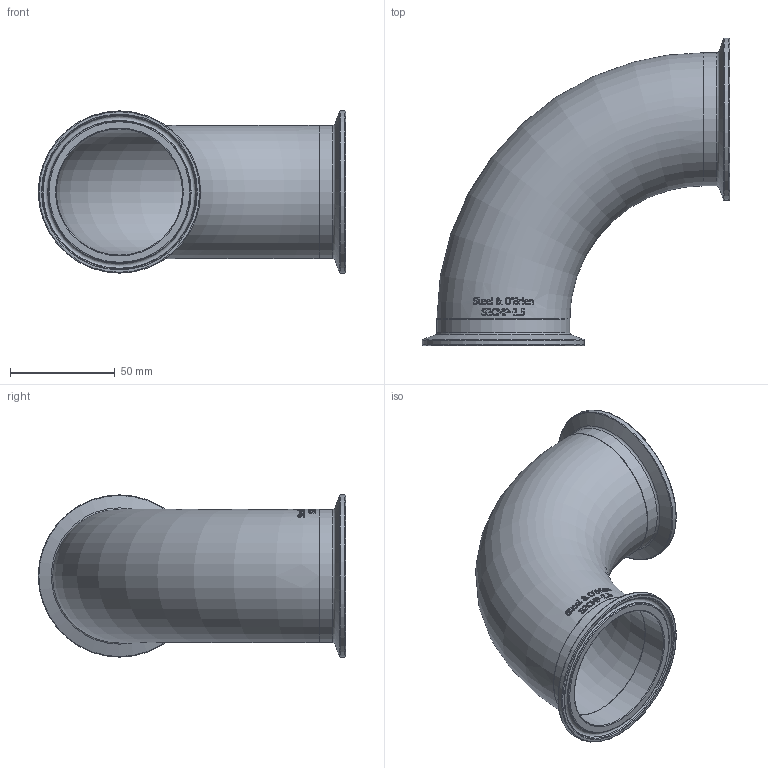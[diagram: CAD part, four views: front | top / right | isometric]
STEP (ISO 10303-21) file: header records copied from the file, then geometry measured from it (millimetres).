
FILE_DESCRIPTION(/* description */ (''),/* implementation_level */ '2;1');
FILE_NAME(/* name */ 'S2CMP-2.5.stp',/* time_stamp */ '2018-11-27T13:07:55-05:00',/* author */ ('ken'),/* organization */ (''),/* preprocessor_version */ 'ST-DEVELOPER v15.2',/* originating_system */ 'Autodesk Inventor 2014',/* authorisation */ '');
FILE_SCHEMA (('AUTOMOTIVE_DESIGN { 1 0 10303 214 3 1 1 }'));
Length unit declared in the file: inch
Products named in the file (1): S2CMP-2.5
Bounding box: 146.65 x 146.65 x 77.39 mm (x, y, z)
Volume: 67129.2 mm3; surface area: 74883.4 mm2
Topology: 1 solids, 1 shells, 402 faces, 1062 edges, 700 vertices
Faces by surface type: bspline 194, plane 144, torus 52, cylinder 6, cone 6
Full cylindrical faces by diameter (mm): 60.198 x2, 63.5 x2, 77.394 x2
Entity records: 15958 total; most frequent: CARTESIAN_POINT 7885, ORIENTED_EDGE 2060, EDGE_CURVE 1030, DIRECTION 828, VERTEX_POINT 700, B_SPLINE_CURVE_WITH_KNOTS 660, EDGE_LOOP 474, ADVANCED_FACE 402
